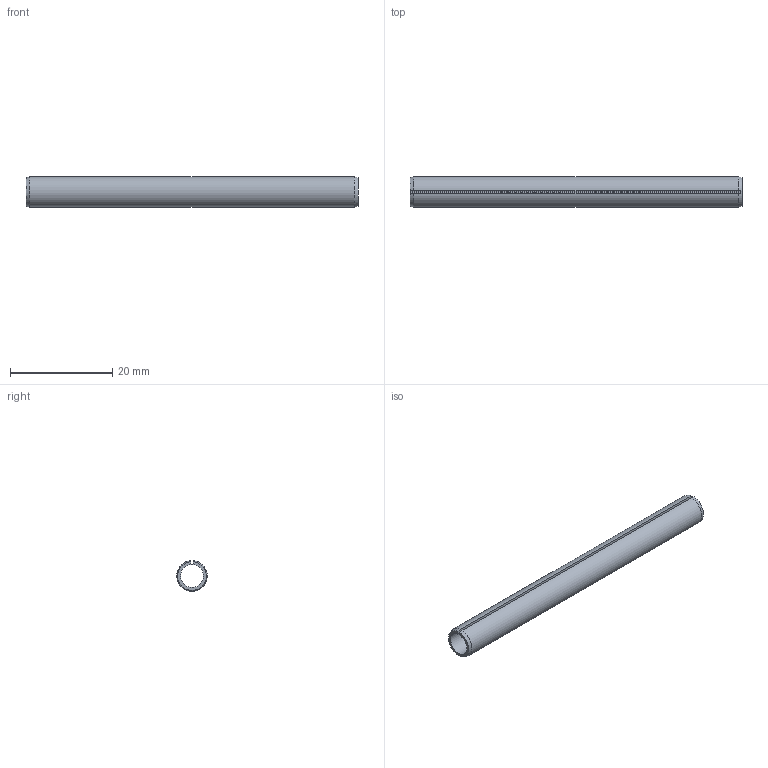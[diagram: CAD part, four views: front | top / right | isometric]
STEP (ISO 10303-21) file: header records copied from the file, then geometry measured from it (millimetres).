
FILE_DESCRIPTION (( 'STEP AP203' ), '1' );
FILE_NAME ('Spring Pin ISO 13337 - 6 x 65 - St_Spring Pin ISO 13337 - 6 x 65 - St_sldprt.STEP', '2018-07-06T17:54:46', ( '' ), ( '' ), 'SwSTEP 2.0', 'SolidWorks 2014', '' );
FILE_SCHEMA (( 'CONFIG_CONTROL_DESIGN' ));
Length unit declared in the file: millimetre
Products named in the file (1): Spring Pin ISO 13337 - 6 x 65 - St_Spring Pin ISO 13337 - 6 x 65 - St_sldprt
Bounding box: 65 x 6 x 5.99 mm (x, y, z)
Volume: 781.6 mm3; surface area: 2205.3 mm2
Topology: 1 solids, 1 shells, 9 faces, 21 edges, 14 vertices
Faces by surface type: plane 4, cone 3, cylinder 2
Entity records: 340 total; most frequent: DIRECTION 49, CARTESIAN_POINT 45, ORIENTED_EDGE 42, EDGE_CURVE 21, AXIS2_PLACEMENT_3D 18, VERTEX_POINT 14, LINE 13, VECTOR 13
